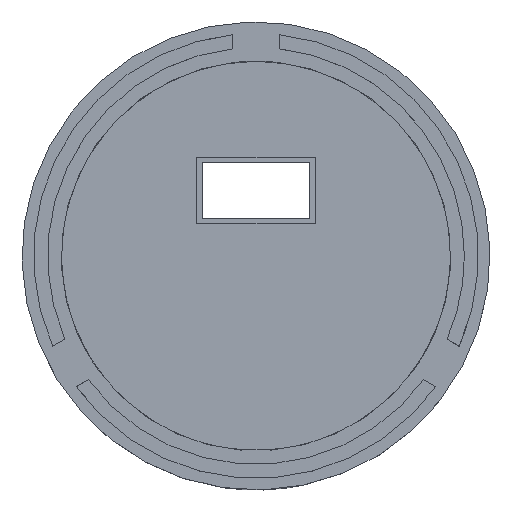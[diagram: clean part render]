
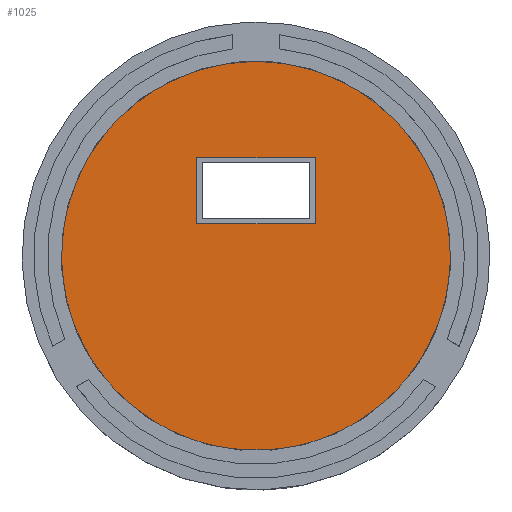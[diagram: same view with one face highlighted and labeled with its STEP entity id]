
A CAD part, top view. The second image highlights one B-rep face of the part: STEP entity #1025.
In plain terms, the highlighted planar face has unit normal (0, 0, 1).
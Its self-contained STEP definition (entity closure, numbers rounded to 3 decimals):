
#504 = VERTEX_POINT('',#505);
#505 = CARTESIAN_POINT('',(65.25,22.246,0.96));
#511 = EDGE_CURVE('',#512,#504,#514,.T.);
#512 = VERTEX_POINT('',#513);
#513 = CARTESIAN_POINT('',(78.75,22.246,0.96));
#514 = CIRCLE('',#515,50.21);
#515 = AXIS2_PLACEMENT_3D('',#516,#517,#518);
#516 = CARTESIAN_POINT('',(72.,72.,0.96));
#517 = DIRECTION('',(0.,0.,-1.));
#518 = DIRECTION('',(1.,0.,0.));
#997 = EDGE_CURVE('',#512,#998,#1000,.T.);
#998 = VERTEX_POINT('',#999);
#999 = CARTESIAN_POINT('',(78.75,30.769,0.96));
#1000 = LINE('',#1001,#1002);
#1001 = CARTESIAN_POINT('',(78.75,0.,0.96));
#1002 = VECTOR('',#1003,1.);
#1003 = DIRECTION('',(0.,1.,0.));
#1025 = ADVANCED_FACE('',(#1026,#1054),#1088,.T.);
#1026 = FACE_BOUND('',#1027,.T.);
#1027 = EDGE_LOOP('',(#1028,#1036,#1037,#1038,#1047));
#1028 = ORIENTED_EDGE('',*,*,#1029,.F.);
#1029 = EDGE_CURVE('',#504,#1030,#1032,.T.);
#1030 = VERTEX_POINT('',#1031);
#1031 = CARTESIAN_POINT('',(65.25,30.769,0.96));
#1032 = LINE('',#1033,#1034);
#1033 = CARTESIAN_POINT('',(65.25,0.,0.96));
#1034 = VECTOR('',#1035,1.);
#1035 = DIRECTION('',(0.,1.,0.));
#1036 = ORIENTED_EDGE('',*,*,#511,.F.);
#1037 = ORIENTED_EDGE('',*,*,#997,.T.);
#1038 = ORIENTED_EDGE('',*,*,#1039,.T.);
#1039 = EDGE_CURVE('',#998,#1040,#1042,.T.);
#1040 = VERTEX_POINT('',#1041);
#1041 = CARTESIAN_POINT('',(71.998,113.78,0.96));
#1042 = CIRCLE('',#1043,41.78);
#1043 = AXIS2_PLACEMENT_3D('',#1044,#1045,#1046);
#1044 = CARTESIAN_POINT('',(72.,72.,0.96));
#1045 = DIRECTION('',(0.,0.,1.));
#1046 = DIRECTION('',(1.,0.,0.));
#1047 = ORIENTED_EDGE('',*,*,#1048,.T.);
#1048 = EDGE_CURVE('',#1040,#1030,#1049,.T.);
#1049 = CIRCLE('',#1050,41.78);
#1050 = AXIS2_PLACEMENT_3D('',#1051,#1052,#1053);
#1051 = CARTESIAN_POINT('',(72.,72.,0.96));
#1052 = DIRECTION('',(0.,0.,1.));
#1053 = DIRECTION('',(1.,0.,0.));
#1054 = FACE_BOUND('',#1055,.T.);
#1055 = EDGE_LOOP('',(#1056,#1066,#1074,#1082));
#1056 = ORIENTED_EDGE('',*,*,#1057,.F.);
#1057 = EDGE_CURVE('',#1058,#1060,#1062,.T.);
#1058 = VERTEX_POINT('',#1059);
#1059 = CARTESIAN_POINT('',(84.67,78.9,0.96));
#1060 = VERTEX_POINT('',#1061);
#1061 = CARTESIAN_POINT('',(84.67,93.1,0.96));
#1062 = LINE('',#1063,#1064);
#1063 = CARTESIAN_POINT('',(84.67,78.9,0.96));
#1064 = VECTOR('',#1065,1.);
#1065 = DIRECTION('',(0.,1.,0.));
#1066 = ORIENTED_EDGE('',*,*,#1067,.F.);
#1067 = EDGE_CURVE('',#1068,#1058,#1070,.T.);
#1068 = VERTEX_POINT('',#1069);
#1069 = CARTESIAN_POINT('',(59.33,78.9,0.96));
#1070 = LINE('',#1071,#1072);
#1071 = CARTESIAN_POINT('',(72.,78.9,0.96));
#1072 = VECTOR('',#1073,1.);
#1073 = DIRECTION('',(1.,0.,0.));
#1074 = ORIENTED_EDGE('',*,*,#1075,.F.);
#1075 = EDGE_CURVE('',#1076,#1068,#1078,.T.);
#1076 = VERTEX_POINT('',#1077);
#1077 = CARTESIAN_POINT('',(59.33,93.1,0.96));
#1078 = LINE('',#1079,#1080);
#1079 = CARTESIAN_POINT('',(59.33,93.1,0.96));
#1080 = VECTOR('',#1081,1.);
#1081 = DIRECTION('',(0.,-1.,0.));
#1082 = ORIENTED_EDGE('',*,*,#1083,.F.);
#1083 = EDGE_CURVE('',#1060,#1076,#1084,.T.);
#1084 = LINE('',#1085,#1086);
#1085 = CARTESIAN_POINT('',(84.67,93.1,0.96));
#1086 = VECTOR('',#1087,1.);
#1087 = DIRECTION('',(-1.,0.,0.));
#1088 = PLANE('',#1089);
#1089 = AXIS2_PLACEMENT_3D('',#1090,#1091,#1092);
#1090 = CARTESIAN_POINT('',(72.,68.449,0.96));
#1091 = DIRECTION('',(0.,0.,1.));
#1092 = DIRECTION('',(1.,0.,0.));
